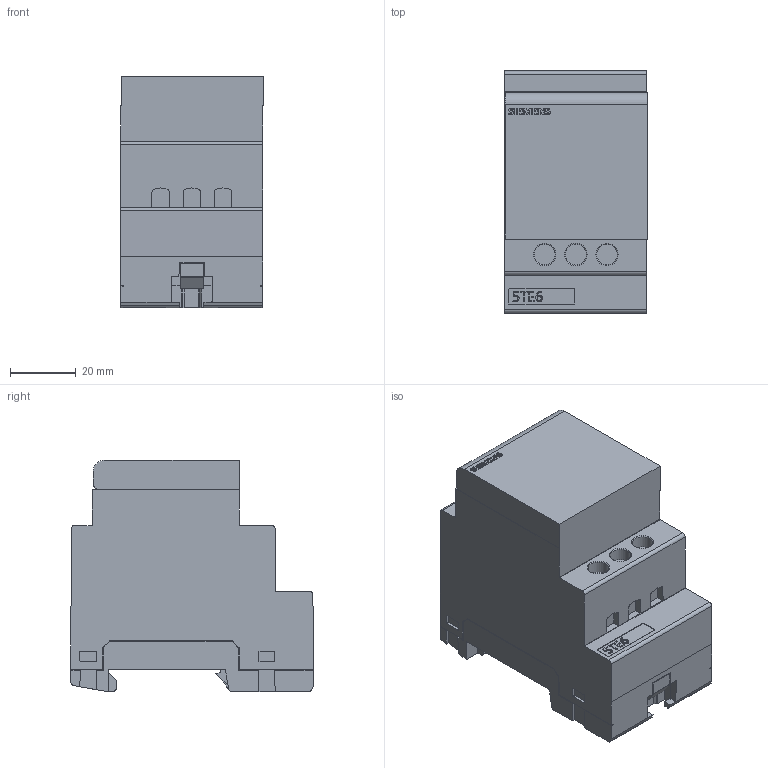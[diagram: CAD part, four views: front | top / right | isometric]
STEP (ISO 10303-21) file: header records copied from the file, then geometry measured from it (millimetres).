
FILE_DESCRIPTION(/* description */ (''),/* implementation_level */ '2;1');
FILE_NAME(/* name */ '5TE6801_PO_v.stp',/* time_stamp */ '2023-03-29T15:24:58+02:00',/* author */ ('"(c) Siemens AG Smart Infrastructure"'),/* organization */ ('"(c) Siemens AG - Smart Infrastructure - EP"'),/* preprocessor_version */ 'ST-DEVELOPER v18.101',/* originating_system */ 'SIEMENS PLM Software NX 2008',/* authorisation */ '"Transmittal reproduction, dissemination and/or editing of this document as well as utilization of its contents and communication thereof to others without express authorization is prohibited. Offenders will be held liable for payment of damages. All rights created by patent grant or registration of a utility model or design patent are reserved."');
FILE_SCHEMA (('AUTOMOTIVE_DESIGN { 1 0 10303 214 3 1 1 1 }'));
Length unit declared in the file: millimetre
Products named in the file (1): model4
Bounding box: 43.5 x 73.9 x 70.6 mm (x, y, z)
Volume: 167686.5 mm3; surface area: 26538.7 mm2
Topology: 1 solids, 1 shells, 571 faces, 1650 edges, 1097 vertices
Faces by surface type: plane 377, cylinder 183, extrusion 6, torus 5
Full cylindrical faces by diameter (mm): 4.628 x1, 4.654 x1, 6.278 x1, 6.313 x1, 6.375 x1
Entity records: 23325 total; most frequent: CARTESIAN_POINT 4239, ORIENTED_EDGE 3252, DIRECTION 2994, EDGE_CURVE 1626, VECTOR 1090, LINE 1084, VERTEX_POINT 1081, AXIS2_PLACEMENT_3D 952
